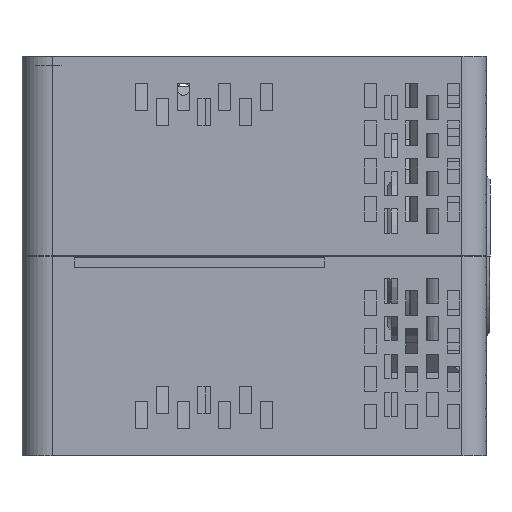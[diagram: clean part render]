
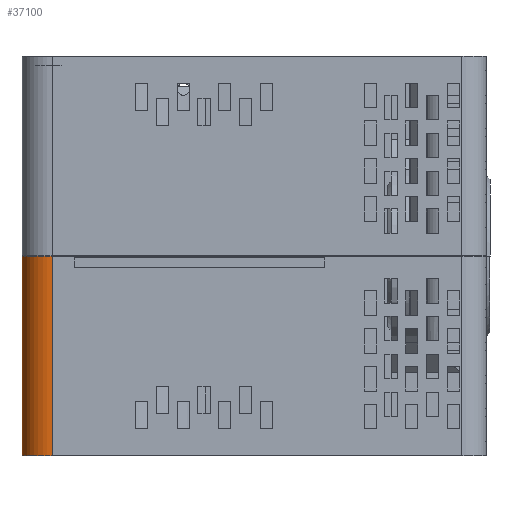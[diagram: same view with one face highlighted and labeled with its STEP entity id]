
A CAD part, left-side view. The second image highlights one B-rep face of the part: STEP entity #37100.
In plain terms, the highlighted cylindrical face has radius 5 mm (diameter 10 mm), a partial arc.
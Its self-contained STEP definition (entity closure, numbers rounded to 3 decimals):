
#3394=LINE('',#54289,#8097);
#3551=LINE('',#54640,#8254);
#8097=VECTOR('',#42567,32.7);
#8254=VECTOR('',#42844,32.7);
#11567=CYLINDRICAL_SURFACE('',#39086,5.);
#11829=FACE_OUTER_BOUND('',#13955,.T.);
#13955=EDGE_LOOP('',(#27812,#27813,#27814,#27815));
#16041=CIRCLE('',#39000,5.);
#16050=CIRCLE('',#39012,5.);
#17700=VERTEX_POINT('',#52455);
#17701=VERTEX_POINT('',#52457);
#17888=VERTEX_POINT('',#53904);
#17889=VERTEX_POINT('',#53906);
#21407=EDGE_CURVE('',#17700,#17701,#16041,.T.);
#21603=EDGE_CURVE('',#17889,#17888,#16050,.T.);
#21796=EDGE_CURVE('',#17700,#17889,#3394,.T.);
#21968=EDGE_CURVE('',#17701,#17888,#3551,.T.);
#27812=ORIENTED_EDGE('',*,*,#21407,.F.);
#27813=ORIENTED_EDGE('',*,*,#21796,.T.);
#27814=ORIENTED_EDGE('',*,*,#21603,.T.);
#27815=ORIENTED_EDGE('',*,*,#21968,.F.);
#37100=ADVANCED_FACE('',(#11829),#11567,.T.);
#39000=AXIS2_PLACEMENT_3D('',#52458,#42216,#42217);
#39012=AXIS2_PLACEMENT_3D('',#53907,#42350,#42351);
#39086=AXIS2_PLACEMENT_3D('',#54639,#42842,#42843);
#42216=DIRECTION('center_axis',(0.,0.,-1.));
#42217=DIRECTION('ref_axis',(-1.,0.,0.));
#42350=DIRECTION('center_axis',(0.,0.,-1.));
#42351=DIRECTION('ref_axis',(-1.,0.,0.));
#42567=DIRECTION('',(0.,0.,1.));
#42842=DIRECTION('center_axis',(0.,0.,1.));
#42843=DIRECTION('ref_axis',(-1.,0.,0.));
#42844=DIRECTION('',(0.,0.,1.));
#52455=CARTESIAN_POINT('',(-49.188,71.,-32.745));
#52457=CARTESIAN_POINT('',(-39.839,73.467,-32.745));
#52458=CARTESIAN_POINT('Origin',(-44.188,71.,-32.745));
#53904=CARTESIAN_POINT('',(-39.839,73.467,-0.045));
#53906=CARTESIAN_POINT('',(-49.188,71.,-0.045));
#53907=CARTESIAN_POINT('Origin',(-44.188,71.,-0.045));
#54289=CARTESIAN_POINT('',(-49.188,71.,-32.745));
#54639=CARTESIAN_POINT('Origin',(-44.188,71.,-32.745));
#54640=CARTESIAN_POINT('',(-39.839,73.467,-32.745));
